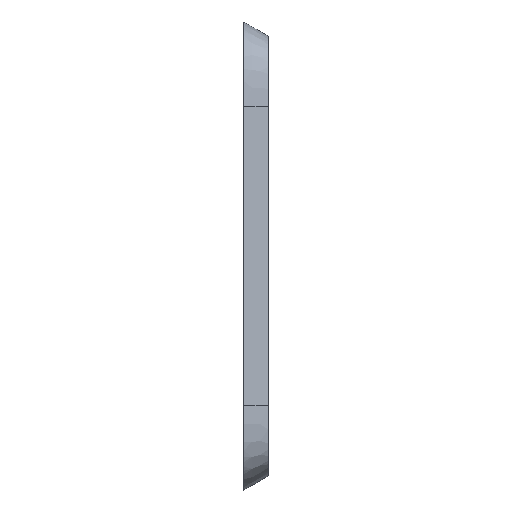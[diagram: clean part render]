
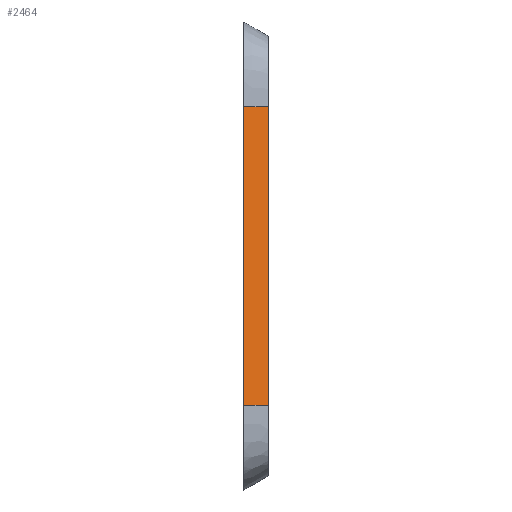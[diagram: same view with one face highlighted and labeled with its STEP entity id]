
A CAD part, left-side view. The second image highlights one B-rep face of the part: STEP entity #2464.
In plain terms, the highlighted planar face has unit normal (-0.866, -0.5, 0).
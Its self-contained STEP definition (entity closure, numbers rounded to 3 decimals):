
#41=CARTESIAN_POINT('',(-80.25,0.,23.6));
#53=DIRECTION('',(0.,0.,-1.));
#54=VECTOR('',#53,47.2);
#55=CARTESIAN_POINT('',(-80.25,0.,23.6));
#56=LINE('',#55,#54);
#67=CARTESIAN_POINT('',(-80.25,0.,-23.6));
#229=DIRECTION('',(-0.5,0.866,0.));
#230=VECTOR('',#229,4.503);
#231=CARTESIAN_POINT('',(-77.998,-3.9,-23.6));
#232=LINE('',#231,#230);
#233=DIRECTION('',(-0.5,0.866,0.));
#234=VECTOR('',#233,4.503);
#235=CARTESIAN_POINT('',(-77.998,-3.9,23.6));
#236=LINE('',#235,#234);
#253=CARTESIAN_POINT('',(-77.998,-3.9,-23.6));
#282=DIRECTION('',(0.,0.,1.));
#283=VECTOR('',#282,47.2);
#284=CARTESIAN_POINT('',(-77.998,-3.9,-23.6));
#285=LINE('',#284,#283);
#313=CARTESIAN_POINT('',(-77.998,-3.9,23.6));
#1739=VERTEX_POINT('',#41);
#1742=VERTEX_POINT('',#67);
#2125=VERTEX_POINT('',#253);
#2132=VERTEX_POINT('',#313);
#2451=CARTESIAN_POINT('',(-80.25,0.,-40.333));
#2452=DIRECTION('',(-0.866,-0.5,0.));
#2453=DIRECTION('',(0.,0.,1.));
#2454=AXIS2_PLACEMENT_3D('',#2451,#2452,#2453);
#2455=PLANE('',#2454);
#2457=ORIENTED_EDGE('',*,*,#2456,.F.);
#2459=ORIENTED_EDGE('',*,*,#2458,.F.);
#2460=ORIENTED_EDGE('',*,*,#2442,.T.);
#2461=ORIENTED_EDGE('',*,*,#2208,.F.);
#2462=EDGE_LOOP('',(#2457,#2459,#2460,#2461));
#2463=FACE_OUTER_BOUND('',#2462,.F.);
#2464=ADVANCED_FACE('',(#2463),#2455,.T.);
#2208=EDGE_CURVE('',#1739,#1742,#56,.T.);
#2442=EDGE_CURVE('',#2125,#1742,#232,.T.);
#2456=EDGE_CURVE('',#2132,#1739,#236,.T.);
#2458=EDGE_CURVE('',#2125,#2132,#285,.T.);
